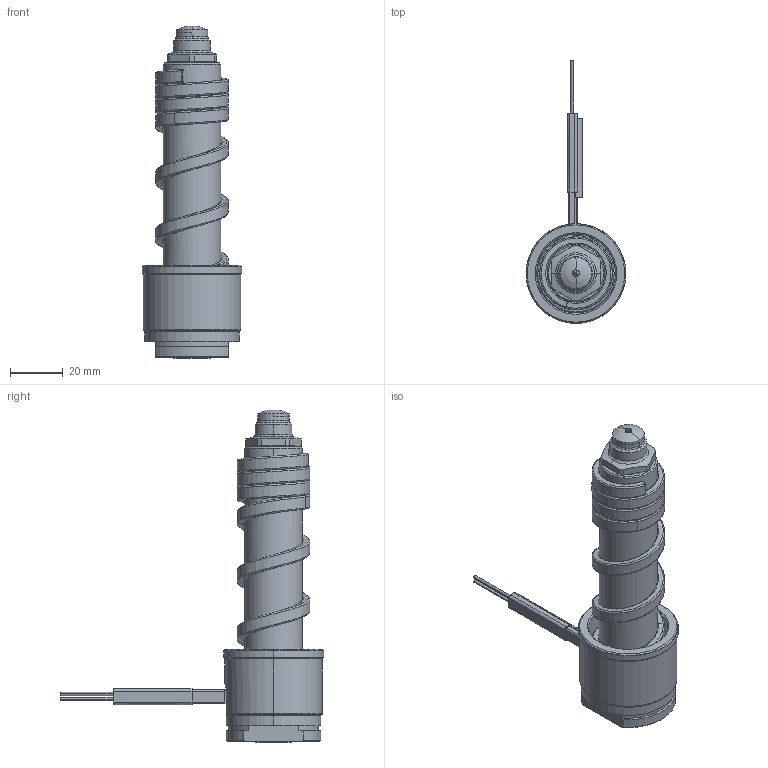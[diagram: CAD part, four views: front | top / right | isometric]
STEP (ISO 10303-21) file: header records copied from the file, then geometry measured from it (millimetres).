
FILE_DESCRIPTION((''),'2;1');
FILE_NAME('LS-126-BEU-R','2014-02-28T',('Íàòàëüÿ'),('IMID'),'PRO/ENGINEER BY PARAMETRIC TECHNOLOGY CORPORATION, 2010180','PRO/ENGINEER BY PARAMETRIC TECHNOLOGY CORPORATION, 2010180','');
FILE_SCHEMA(('CONFIG_CONTROL_DESIGN'));
Length unit declared in the file: millimetre
Products named in the file (1): LS-126-BEU-R
Bounding box: 38 x 100 x 126.2 mm (x, y, z)
Volume: 64668.7 mm3; surface area: 29597.9 mm2
Topology: 1 solids, 9 shells, 331 faces, 850 edges, 513 vertices
Faces by surface type: cylinder 104, bspline 66, cone 62, plane 50, torus 28, revolution 9, extrusion 8, sphere 4
Entity records: 18096 total; most frequent: CARTESIAN_POINT 10502, ORIENTED_EDGE 1660, DIRECTION 1441, EDGE_CURVE 842, AXIS2_PLACEMENT_3D 575, VERTEX_POINT 513, EDGE_LOOP 353, FACE_OUTER_BOUND 331
